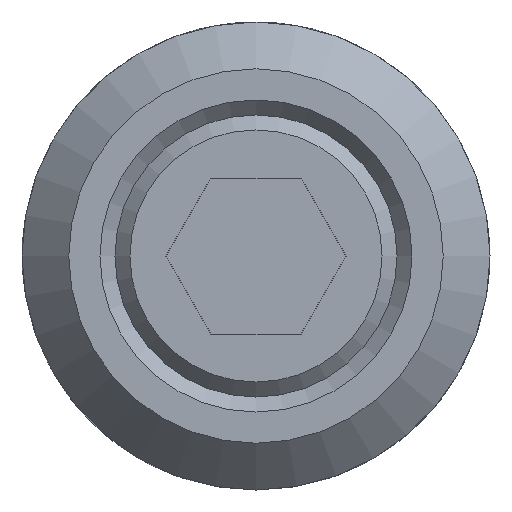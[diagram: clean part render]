
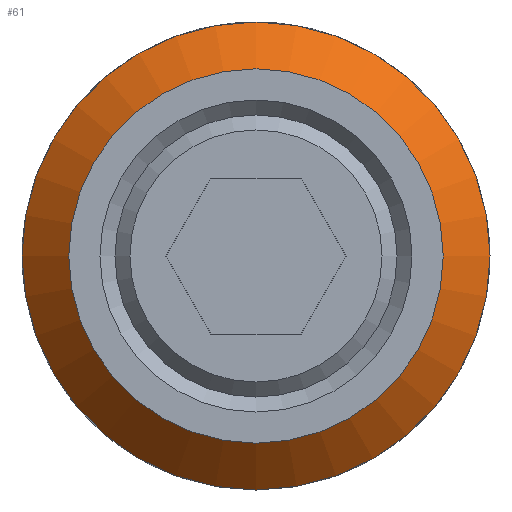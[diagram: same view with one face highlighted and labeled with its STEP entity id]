
A CAD part, left-side view. The second image highlights one B-rep face of the part: STEP entity #61.
In plain terms, the highlighted conical face has half-angle 45 degrees and reference radius 6 mm.
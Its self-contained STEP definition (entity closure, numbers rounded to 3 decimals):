
#61 = ADVANCED_FACE( '', ( #146, #147 ), #148, .T. );
#146 = FACE_BOUND( '', #267, .T. );
#147 = FACE_OUTER_BOUND( '', #268, .T. );
#148 = CONICAL_SURFACE( '', #269, 6., 0.785 );
#267 = EDGE_LOOP( '', ( #393 ) );
#268 = EDGE_LOOP( '', ( #394 ) );
#269 = AXIS2_PLACEMENT_3D( '', #395, #396, #397 );
#393 = ORIENTED_EDGE( '', *, *, #642, .T. );
#394 = ORIENTED_EDGE( '', *, *, #643, .F. );
#395 = CARTESIAN_POINT( '', ( 31.2, 0., 0. ) );
#396 = DIRECTION( '', ( 1., 0., 0. ) );
#397 = DIRECTION( '', ( 0., 0., -1. ) );
#642 = EDGE_CURVE( '', #746, #746, #747, .T. );
#643 = EDGE_CURVE( '', #748, #748, #749, .T. );
#746 = VERTEX_POINT( '', #896 );
#747 = CIRCLE( '', #897, 4.8 );
#748 = VERTEX_POINT( '', #898 );
#749 = CIRCLE( '', #899, 6. );
#896 = CARTESIAN_POINT( '', ( 30., 0., -4.8 ) );
#897 = AXIS2_PLACEMENT_3D( '', #1057, #1058, #1059 );
#898 = CARTESIAN_POINT( '', ( 31.2, 0., -6. ) );
#899 = AXIS2_PLACEMENT_3D( '', #1060, #1061, #1062 );
#1057 = CARTESIAN_POINT( '', ( 30., 0., 0. ) );
#1058 = DIRECTION( '', ( 1., 0., 0. ) );
#1059 = DIRECTION( '', ( 0., 0., -1. ) );
#1060 = CARTESIAN_POINT( '', ( 31.2, 0., 0. ) );
#1061 = DIRECTION( '', ( 1., 0., 0. ) );
#1062 = DIRECTION( '', ( 0., 0., -1. ) );
